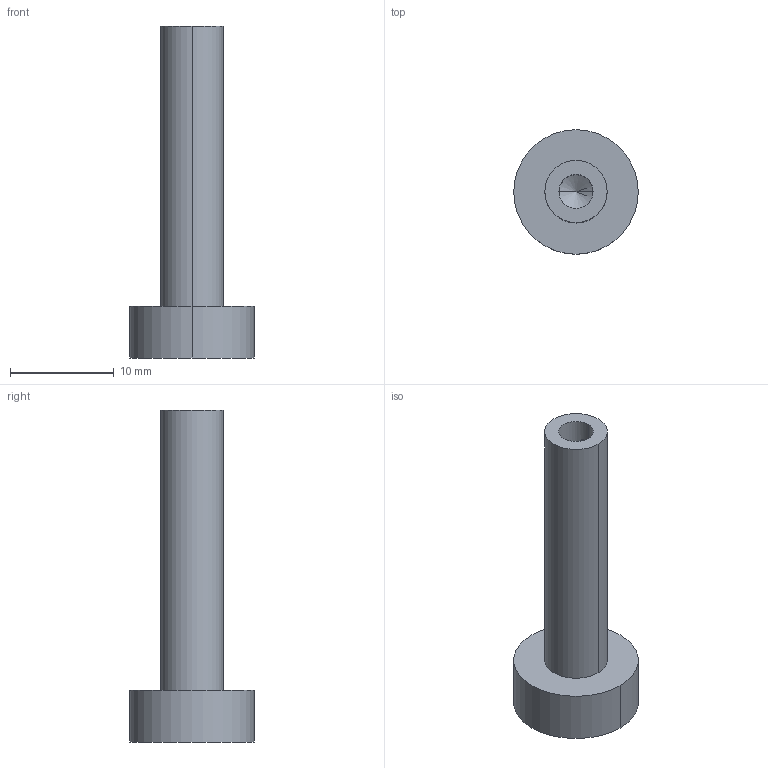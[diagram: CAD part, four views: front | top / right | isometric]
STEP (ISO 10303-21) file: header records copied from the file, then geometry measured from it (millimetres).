
FILE_DESCRIPTION (( 'STEP AP203' ), '1' );
FILE_NAME ('101100303.STEP', '2018-03-14T13:26:56', ( '' ), ( '' ), 'SwSTEP 2.0', 'SolidWorks 2015', '' );
FILE_SCHEMA (( 'CONFIG_CONTROL_DESIGN' ));
Length unit declared in the file: millimetre
Products named in the file (1): 101100303
Bounding box: 12 x 12 x 32 mm (x, y, z)
Volume: 1112 mm3; surface area: 1190.2 mm2
Topology: 1 solids, 1 shells, 240 faces, 660 edges, 429 vertices
Faces by surface type: bspline 112, plane 81, cylinder 45, cone 2
Entity records: 12254 total; most frequent: CARTESIAN_POINT 6887, ORIENTED_EDGE 1316, DIRECTION 736, EDGE_CURVE 658, VERTEX_POINT 429, LINE 302, VECTOR 302, B_SPLINE_CURVE_WITH_KNOTS 260
